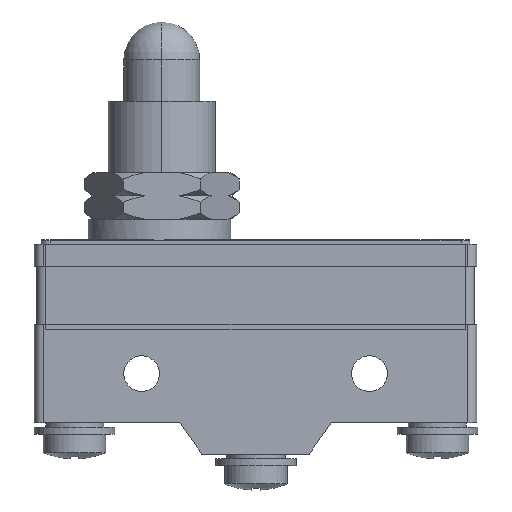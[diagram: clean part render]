
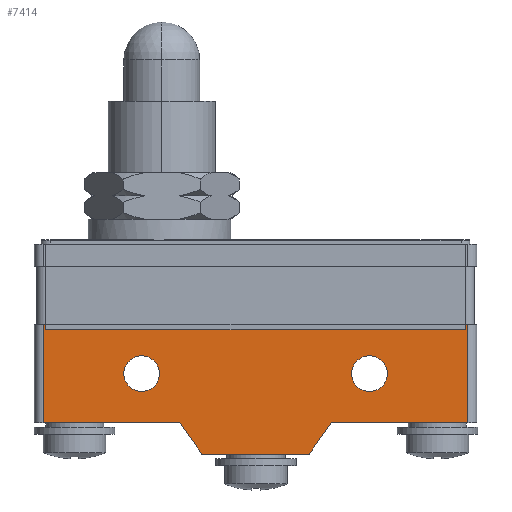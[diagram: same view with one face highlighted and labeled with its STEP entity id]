
A CAD part, front view. The second image highlights one B-rep face of the part: STEP entity #7414.
In plain terms, the highlighted planar face has unit normal (0, -1, 0).
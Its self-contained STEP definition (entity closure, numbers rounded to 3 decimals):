
#2476=DIRECTION('',(0.,0.,-1.));
#2477=VECTOR('',#2476,0.6);
#2478=CARTESIAN_POINT('',(-23.5,-8.75,-6.5));
#2479=LINE('',#2478,#2477);
#2480=DIRECTION('',(-1.,0.,0.));
#2481=VECTOR('',#2480,47.);
#2482=CARTESIAN_POINT('',(23.5,-8.75,-7.1));
#2483=LINE('',#2482,#2481);
#2484=DIRECTION('',(0.,0.,-1.));
#2485=VECTOR('',#2484,0.6);
#2486=CARTESIAN_POINT('',(23.5,-8.75,-6.5));
#2487=LINE('',#2486,#2485);
#2488=DIRECTION('',(1.,0.,0.));
#2489=VECTOR('',#2488,0.25);
#2490=CARTESIAN_POINT('',(23.5,-8.75,-6.5));
#2491=LINE('',#2490,#2489);
#2492=DIRECTION('',(0.,0.,1.));
#2493=VECTOR('',#2492,11.);
#2494=CARTESIAN_POINT('',(23.75,-8.75,-17.5));
#2495=LINE('',#2494,#2493);
#2496=DIRECTION('',(-1.,0.,0.));
#2497=VECTOR('',#2496,15.25);
#2498=CARTESIAN_POINT('',(23.75,-8.75,-17.5));
#2499=LINE('',#2498,#2497);
#2500=DIRECTION('',(-0.581,0.,-0.814));
#2501=VECTOR('',#2500,4.301);
#2502=CARTESIAN_POINT('',(8.5,-8.75,-17.5));
#2503=LINE('',#2502,#2501);
#2504=DIRECTION('',(-1.,0.,0.));
#2505=VECTOR('',#2504,12.);
#2506=CARTESIAN_POINT('',(6.,-8.75,-21.));
#2507=LINE('',#2506,#2505);
#2508=DIRECTION('',(-0.581,0.,0.814));
#2509=VECTOR('',#2508,4.301);
#2510=CARTESIAN_POINT('',(-6.,-8.75,-21.));
#2511=LINE('',#2510,#2509);
#2512=DIRECTION('',(-1.,0.,0.));
#2513=VECTOR('',#2512,15.25);
#2514=CARTESIAN_POINT('',(-8.5,-8.75,-17.5));
#2515=LINE('',#2514,#2513);
#2516=DIRECTION('',(0.,0.,-1.));
#2517=VECTOR('',#2516,11.);
#2518=CARTESIAN_POINT('',(-23.75,-8.75,-6.5));
#2519=LINE('',#2518,#2517);
#2520=DIRECTION('',(1.,0.,0.));
#2521=VECTOR('',#2520,0.25);
#2522=CARTESIAN_POINT('',(-23.75,-8.75,-6.5));
#2523=LINE('',#2522,#2521);
#2524=CARTESIAN_POINT('',(-12.75,-8.75,-12.));
#2525=DIRECTION('',(0.,1.,0.));
#2526=DIRECTION('',(-1.,0.,0.));
#2527=AXIS2_PLACEMENT_3D('',#2524,#2525,#2526);
#2529=CARTESIAN_POINT('',(-12.75,-8.75,-12.));
#2530=DIRECTION('',(0.,1.,0.));
#2531=DIRECTION('',(1.,0.,0.));
#2532=AXIS2_PLACEMENT_3D('',#2529,#2530,#2531);
#2534=CARTESIAN_POINT('',(12.75,-8.75,-12.));
#2535=DIRECTION('',(0.,-1.,0.));
#2536=DIRECTION('',(1.,0.,0.));
#2537=AXIS2_PLACEMENT_3D('',#2534,#2535,#2536);
#2539=CARTESIAN_POINT('',(12.75,-8.75,-12.));
#2540=DIRECTION('',(0.,-1.,0.));
#2541=DIRECTION('',(-1.,0.,0.));
#2542=AXIS2_PLACEMENT_3D('',#2539,#2540,#2541);
#3477=CARTESIAN_POINT('',(8.5,-8.75,-17.5));
#3478=CARTESIAN_POINT('',(6.,-8.75,-21.));
#3479=VERTEX_POINT('',#3477);
#3480=VERTEX_POINT('',#3478);
#3481=CARTESIAN_POINT('',(-6.,-8.75,-21.));
#3482=VERTEX_POINT('',#3481);
#3483=CARTESIAN_POINT('',(-8.5,-8.75,-17.5));
#3484=VERTEX_POINT('',#3483);
#3489=CARTESIAN_POINT('',(14.75,-8.75,-12.));
#3490=CARTESIAN_POINT('',(10.75,-8.75,-12.));
#3491=VERTEX_POINT('',#3489);
#3492=VERTEX_POINT('',#3490);
#3497=CARTESIAN_POINT('',(-14.75,-8.75,-12.));
#3498=CARTESIAN_POINT('',(-10.75,-8.75,-12.));
#3499=VERTEX_POINT('',#3497);
#3500=VERTEX_POINT('',#3498);
#3525=CARTESIAN_POINT('',(-23.75,-8.75,-17.5));
#3527=VERTEX_POINT('',#3525);
#3531=CARTESIAN_POINT('',(-23.75,-8.75,-6.5));
#3532=VERTEX_POINT('',#3531);
#3545=CARTESIAN_POINT('',(23.75,-8.75,-17.5));
#3546=VERTEX_POINT('',#3545);
#3547=CARTESIAN_POINT('',(23.75,-8.75,-6.5));
#3548=VERTEX_POINT('',#3547);
#4395=CARTESIAN_POINT('',(-23.5,-8.75,-6.5));
#4396=CARTESIAN_POINT('',(-23.5,-8.75,-7.1));
#4397=VERTEX_POINT('',#4395);
#4398=VERTEX_POINT('',#4396);
#4399=CARTESIAN_POINT('',(23.5,-8.75,-6.5));
#4400=CARTESIAN_POINT('',(23.5,-8.75,-7.1));
#4401=VERTEX_POINT('',#4399);
#4402=VERTEX_POINT('',#4400);
#7373=CARTESIAN_POINT('',(0.,-8.75,0.));
#7374=DIRECTION('',(0.,1.,0.));
#7375=DIRECTION('',(1.,0.,0.));
#7376=AXIS2_PLACEMENT_3D('',#7373,#7374,#7375);
#7377=PLANE('',#7376);
#7379=ORIENTED_EDGE('',*,*,#7378,.T.);
#7381=ORIENTED_EDGE('',*,*,#7380,.F.);
#7383=ORIENTED_EDGE('',*,*,#7382,.F.);
#7384=ORIENTED_EDGE('',*,*,#7356,.T.);
#7386=ORIENTED_EDGE('',*,*,#7385,.F.);
#7388=ORIENTED_EDGE('',*,*,#7387,.T.);
#7390=ORIENTED_EDGE('',*,*,#7389,.T.);
#7392=ORIENTED_EDGE('',*,*,#7391,.T.);
#7394=ORIENTED_EDGE('',*,*,#7393,.T.);
#7396=ORIENTED_EDGE('',*,*,#7395,.T.);
#7398=ORIENTED_EDGE('',*,*,#7397,.F.);
#7399=ORIENTED_EDGE('',*,*,#7340,.T.);
#7400=EDGE_LOOP('',(#7379,#7381,#7383,#7384,#7386,#7388,#7390,#7392,#7394,#7396,
#7398,#7399));
#7401=FACE_OUTER_BOUND('',#7400,.F.);
#7403=ORIENTED_EDGE('',*,*,#7402,.F.);
#7405=ORIENTED_EDGE('',*,*,#7404,.F.);
#7406=EDGE_LOOP('',(#7403,#7405));
#7407=FACE_BOUND('',#7406,.F.);
#7409=ORIENTED_EDGE('',*,*,#7408,.T.);
#7411=ORIENTED_EDGE('',*,*,#7410,.T.);
#7412=EDGE_LOOP('',(#7409,#7411));
#7413=FACE_BOUND('',#7412,.F.);
#7414=ADVANCED_FACE('',(#7401,#7407,#7413),#7377,.F.);
#2528=CIRCLE('',#2527,2.);
#2533=CIRCLE('',#2532,2.);
#2538=CIRCLE('',#2537,2.);
#2543=CIRCLE('',#2542,2.);
#7340=EDGE_CURVE('',#3532,#4397,#2523,.T.);
#7356=EDGE_CURVE('',#4401,#3548,#2491,.T.);
#7378=EDGE_CURVE('',#4397,#4398,#2479,.T.);
#7380=EDGE_CURVE('',#4402,#4398,#2483,.T.);
#7382=EDGE_CURVE('',#4401,#4402,#2487,.T.);
#7385=EDGE_CURVE('',#3546,#3548,#2495,.T.);
#7387=EDGE_CURVE('',#3546,#3479,#2499,.T.);
#7389=EDGE_CURVE('',#3479,#3480,#2503,.T.);
#7391=EDGE_CURVE('',#3480,#3482,#2507,.T.);
#7393=EDGE_CURVE('',#3482,#3484,#2511,.T.);
#7395=EDGE_CURVE('',#3484,#3527,#2515,.T.);
#7397=EDGE_CURVE('',#3532,#3527,#2519,.T.);
#7402=EDGE_CURVE('',#3499,#3500,#2528,.T.);
#7404=EDGE_CURVE('',#3500,#3499,#2533,.T.);
#7408=EDGE_CURVE('',#3491,#3492,#2538,.T.);
#7410=EDGE_CURVE('',#3492,#3491,#2543,.T.);
